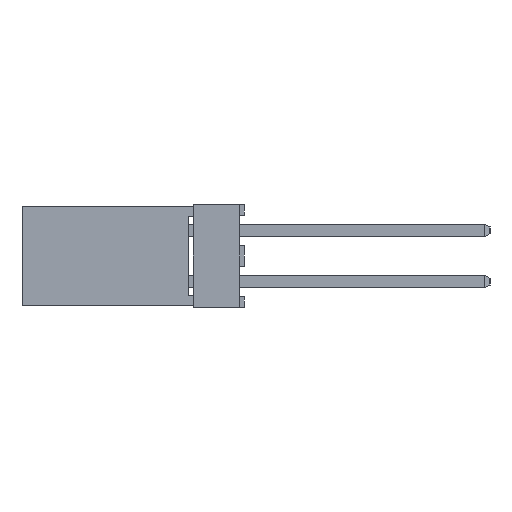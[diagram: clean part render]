
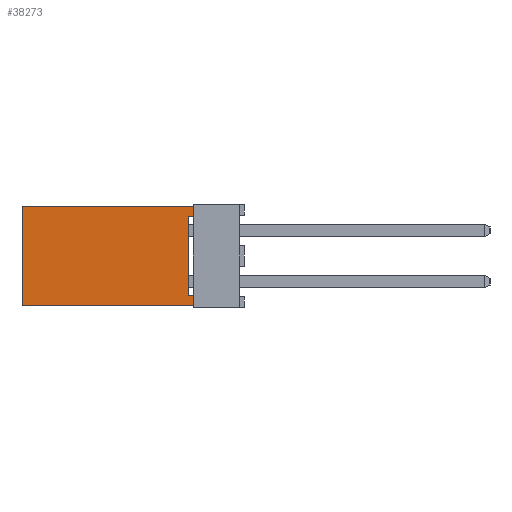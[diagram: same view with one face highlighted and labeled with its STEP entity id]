
A CAD part, left-side view. The second image highlights one B-rep face of the part: STEP entity #38273.
In plain terms, the highlighted planar face has unit normal (-1, 0, 0).
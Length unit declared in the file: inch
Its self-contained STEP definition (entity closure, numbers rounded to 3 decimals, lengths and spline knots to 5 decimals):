
#817=ORIENTED_EDGE('',*,*,#11754,.T.);
#818=ORIENTED_EDGE('',*,*,#11415,.T.);
#819=ORIENTED_EDGE('',*,*,#11602,.F.);
#820=ORIENTED_EDGE('',*,*,#11833,.F.);
#821=ORIENTED_EDGE('',*,*,#11596,.T.);
#822=ORIENTED_EDGE('',*,*,#11518,.T.);
#823=ORIENTED_EDGE('',*,*,#11832,.T.);
#824=ORIENTED_EDGE('',*,*,#11834,.T.);
#11415=EDGE_CURVE('',#16976,#16975,#20615,.T.);
#11518=EDGE_CURVE('',#17079,#17078,#20718,.T.);
#11596=EDGE_CURVE('',#17131,#17079,#20796,.T.);
#11602=EDGE_CURVE('',#17135,#16975,#20802,.T.);
#11754=EDGE_CURVE('',#17236,#16976,#20954,.T.);
#11832=EDGE_CURVE('',#17078,#17288,#21032,.T.);
#11833=EDGE_CURVE('',#17131,#17135,#21033,.T.);
#11834=EDGE_CURVE('',#17288,#17236,#21034,.T.);
#16975=VERTEX_POINT('',#52732);
#16976=VERTEX_POINT('',#52734);
#17078=VERTEX_POINT('',#52964);
#17079=VERTEX_POINT('',#52966);
#17131=VERTEX_POINT('',#53097);
#17135=VERTEX_POINT('',#53107);
#17236=VERTEX_POINT('',#53385);
#17288=VERTEX_POINT('',#53542);
#20615=LINE('',#52733,#26075);
#20718=LINE('',#52965,#26178);
#20796=LINE('',#53096,#26256);
#20802=LINE('',#53108,#26262);
#20954=LINE('',#53387,#26414);
#21032=LINE('',#53543,#26492);
#21033=LINE('',#53545,#26493);
#21034=LINE('',#53546,#26494);
#26075=VECTOR('',#42731,39.37008);
#26178=VECTOR('',#42886,39.37008);
#26256=VECTOR('',#42966,39.37008);
#26262=VECTOR('',#42974,39.37008);
#26414=VECTOR('',#43178,39.37008);
#26492=VECTOR('',#43308,39.37008);
#26493=VECTOR('',#43311,39.37008);
#26494=VECTOR('',#43312,39.37008);
#31539=EDGE_LOOP('',(#817,#818,#819,#820,#821,#822,#823,#824));
#33867=FACE_BOUND('',#31539,.T.);
#36195=PLANE('',#40449);
#38273=ADVANCED_FACE('',(#33867),#36195,.F.);
#40449=AXIS2_PLACEMENT_3D('',#53544,#43309,#43310);
#42731=DIRECTION('',(0.,0.,1.));
#42886=DIRECTION('',(0.,0.,1.));
#42966=DIRECTION('',(0.,-1.,0.));
#42974=DIRECTION('',(0.,-1.,0.));
#43178=DIRECTION('',(0.,-1.,0.));
#43308=DIRECTION('',(0.,1.,0.));
#43309=DIRECTION('',(1.,0.,0.));
#43310=DIRECTION('',(0.,0.,-1.));
#43311=DIRECTION('',(0.,0.,1.));
#43312=DIRECTION('',(0.,0.,1.));
#52732=CARTESIAN_POINT('',(0.,0.,0.0975));
#52733=CARTESIAN_POINT('',(0.,0.,-0.0975));
#52734=CARTESIAN_POINT('',(0.,0.,0.0775));
#52964=CARTESIAN_POINT('',(0.,0.,-0.0775));
#52965=CARTESIAN_POINT('',(0.,0.,-0.0975));
#52966=CARTESIAN_POINT('',(0.,0.,-0.0975));
#53096=CARTESIAN_POINT('',(0.,0.335,-0.0975));
#53097=CARTESIAN_POINT('',(0.,0.335,-0.0975));
#53107=CARTESIAN_POINT('',(0.,0.335,0.0975));
#53108=CARTESIAN_POINT('',(0.,0.335,0.0975));
#53385=CARTESIAN_POINT('',(0.,0.01,0.0775));
#53387=CARTESIAN_POINT('',(0.,0.01,0.0775));
#53542=CARTESIAN_POINT('',(0.,0.01,-0.0775));
#53543=CARTESIAN_POINT('',(0.,0.,-0.0775));
#53544=CARTESIAN_POINT('',(0.,0.335,-0.0975));
#53545=CARTESIAN_POINT('',(0.,0.335,-0.0975));
#53546=CARTESIAN_POINT('',(0.,0.01,-0.0775));
